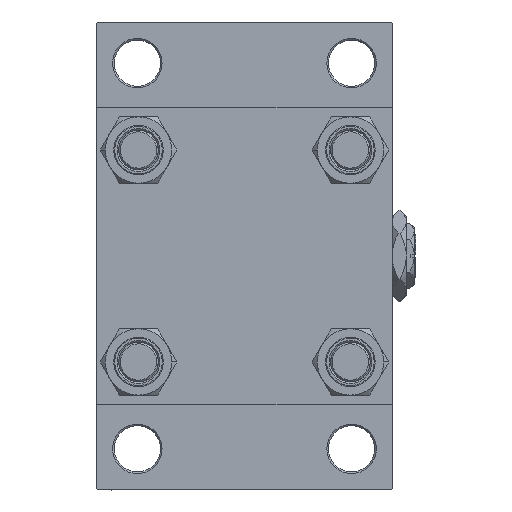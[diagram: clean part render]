
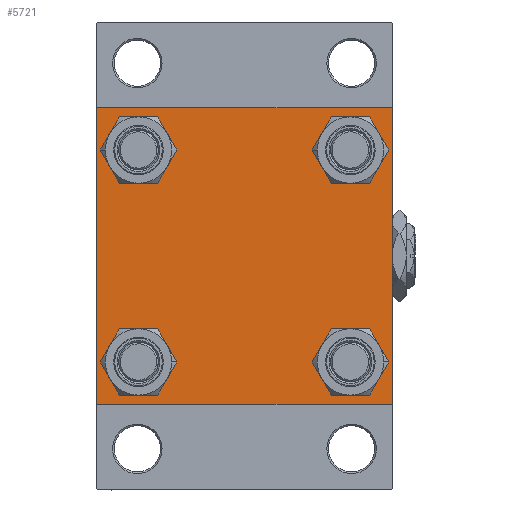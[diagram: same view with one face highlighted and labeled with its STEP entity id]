
A CAD part, left-side view. The second image highlights one B-rep face of the part: STEP entity #5721.
In plain terms, the highlighted planar face has unit normal (-1, 0, 0).
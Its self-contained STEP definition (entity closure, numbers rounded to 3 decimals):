
#273 = CARTESIAN_POINT ( 'NONE',  ( 0., 45., -44.5 ) ) ;
#279 = DIRECTION ( 'NONE',  ( 0., -0.707, 0.707 ) ) ;
#404 = EDGE_CURVE ( 'NONE', #9595, #32462, #42719, .T. ) ;
#2162 = AXIS2_PLACEMENT_3D ( 'NONE', #27452, #8788, #42925 ) ;
#2203 = DIRECTION ( 'NONE',  ( 0., 0., 1. ) ) ;
#2360 = AXIS2_PLACEMENT_3D ( 'NONE', #41707, #7563, #4333 ) ;
#2986 = VERTEX_POINT ( 'NONE', #41909 ) ;
#3031 = ORIENTED_EDGE ( 'NONE', *, *, #25938, .T. ) ;
#3521 = LINE ( 'NONE', #4013, #32465 ) ;
#3531 = LINE ( 'NONE', #18694, #4797 ) ;
#3647 = EDGE_CURVE ( 'NONE', #2986, #17773, #42749, .T. ) ;
#3901 = VECTOR ( 'NONE', #29717, 1000. ) ;
#4013 = CARTESIAN_POINT ( 'NONE',  ( 0., -44.75, -44.75 ) ) ;
#4066 = EDGE_CURVE ( 'NONE', #13853, #9703, #3521, .T. ) ;
#4333 = DIRECTION ( 'NONE',  ( 0., 0., 1. ) ) ;
#4797 = VECTOR ( 'NONE', #32910, 1000. ) ;
#4993 = VERTEX_POINT ( 'NONE', #41039 ) ;
#5182 = FACE_OUTER_BOUND ( 'NONE', #35308, .T. ) ;
#5400 = ORIENTED_EDGE ( 'NONE', *, *, #43775, .T. ) ;
#5454 = ORIENTED_EDGE ( 'NONE', *, *, #12385, .T. ) ;
#5646 = LINE ( 'NONE', #38760, #28334 ) ;
#5691 = FACE_BOUND ( 'NONE', #27976, .T. ) ;
#5721 = ADVANCED_FACE ( 'NONE', ( #24845, #5691, #28072, #43297, #5182 ), #20343, .T. ) ;
#5954 = EDGE_LOOP ( 'NONE', ( #3031, #26836 ) ) ;
#6850 = CARTESIAN_POINT ( 'NONE',  ( 0., 32.15, -38.65 ) ) ;
#7002 = ORIENTED_EDGE ( 'NONE', *, *, #28970, .T. ) ;
#7563 = DIRECTION ( 'NONE',  ( 1., 0., 0. ) ) ;
#8352 = EDGE_CURVE ( 'NONE', #20680, #25863, #17398, .T. ) ;
#8364 = CARTESIAN_POINT ( 'NONE',  ( 0., 45., 45. ) ) ;
#8689 = CIRCLE ( 'NONE', #31747, 6.5 ) ;
#8788 = DIRECTION ( 'NONE',  ( 1., 0., 0. ) ) ;
#8816 = VERTEX_POINT ( 'NONE', #45862 ) ;
#9160 = DIRECTION ( 'NONE',  ( -1., 0., 0. ) ) ;
#9268 = VECTOR ( 'NONE', #33587, 1000. ) ;
#9595 = VERTEX_POINT ( 'NONE', #6850 ) ;
#9703 = VERTEX_POINT ( 'NONE', #16502 ) ;
#9902 = CARTESIAN_POINT ( 'NONE',  ( 0., 32.15, 32.15 ) ) ;
#10205 = CARTESIAN_POINT ( 'NONE',  ( 0., -32.15, 25.65 ) ) ;
#10442 = CARTESIAN_POINT ( 'NONE',  ( 0., 45., -45. ) ) ;
#11147 = VECTOR ( 'NONE', #28694, 1000. ) ;
#12025 = DIRECTION ( 'NONE',  ( 0., -1., 0. ) ) ;
#12385 = EDGE_CURVE ( 'NONE', #29888, #8816, #48879, .T. ) ;
#12556 = AXIS2_PLACEMENT_3D ( 'NONE', #36306, #9160, #2203 ) ;
#12616 = CARTESIAN_POINT ( 'NONE',  ( 0., -45., 44.5 ) ) ;
#12950 = VERTEX_POINT ( 'NONE', #25345 ) ;
#13223 = ORIENTED_EDGE ( 'NONE', *, *, #45916, .T. ) ;
#13379 = DIRECTION ( 'NONE',  ( 0., 0., 1. ) ) ;
#13853 = VERTEX_POINT ( 'NONE', #14464 ) ;
#14265 = CIRCLE ( 'NONE', #45281, 6.5 ) ;
#14361 = DIRECTION ( 'NONE',  ( 1., 0., 0. ) ) ;
#14464 = CARTESIAN_POINT ( 'NONE',  ( 0., -44.5, -45. ) ) ;
#15476 = AXIS2_PLACEMENT_3D ( 'NONE', #24946, #47621, #28679 ) ;
#16342 = CARTESIAN_POINT ( 'NONE',  ( 0., -44.5, 45. ) ) ;
#16502 = CARTESIAN_POINT ( 'NONE',  ( 0., -45., -44.5 ) ) ;
#16728 = DIRECTION ( 'NONE',  ( 0., 0., 1. ) ) ;
#17241 = CARTESIAN_POINT ( 'NONE',  ( 0., 44.75, -44.75 ) ) ;
#17398 = CIRCLE ( 'NONE', #18186, 6.5 ) ;
#17773 = VERTEX_POINT ( 'NONE', #273 ) ;
#18186 = AXIS2_PLACEMENT_3D ( 'NONE', #9902, #25076, #13379 ) ;
#18694 = CARTESIAN_POINT ( 'NONE',  ( 0., -44.75, 44.75 ) ) ;
#19039 = CIRCLE ( 'NONE', #2360, 6.5 ) ;
#19919 = AXIS2_PLACEMENT_3D ( 'NONE', #19967, #20201, #16728 ) ;
#19967 = CARTESIAN_POINT ( 'NONE',  ( 0., 32.15, -32.15 ) ) ;
#20201 = DIRECTION ( 'NONE',  ( 1., 0., 0. ) ) ;
#20343 = PLANE ( 'NONE',  #12556 ) ;
#20680 = VERTEX_POINT ( 'NONE', #41761 ) ;
#21377 = ORIENTED_EDGE ( 'NONE', *, *, #37167, .F. ) ;
#22332 = CIRCLE ( 'NONE', #19919, 6.5 ) ;
#23225 = LINE ( 'NONE', #36333, #48295 ) ;
#23528 = VERTEX_POINT ( 'NONE', #27230 ) ;
#23766 = DIRECTION ( 'NONE',  ( 0., 0., 1. ) ) ;
#24845 = FACE_BOUND ( 'NONE', #47401, .T. ) ;
#24946 = CARTESIAN_POINT ( 'NONE',  ( 0., -32.15, 32.15 ) ) ;
#25076 = DIRECTION ( 'NONE',  ( 1., 0., 0. ) ) ;
#25345 = CARTESIAN_POINT ( 'NONE',  ( 0., 44.5, 45. ) ) ;
#25863 = VERTEX_POINT ( 'NONE', #44517 ) ;
#25938 = EDGE_CURVE ( 'NONE', #25863, #20680, #26942, .T. ) ;
#26589 = CARTESIAN_POINT ( 'NONE',  ( 0., -32.15, -25.65 ) ) ;
#26809 = DIRECTION ( 'NONE',  ( 0., 0., -1. ) ) ;
#26836 = ORIENTED_EDGE ( 'NONE', *, *, #8352, .T. ) ;
#26874 = ORIENTED_EDGE ( 'NONE', *, *, #3647, .T. ) ;
#26942 = CIRCLE ( 'NONE', #35694, 6.5 ) ;
#27230 = CARTESIAN_POINT ( 'NONE',  ( 0., -32.15, -38.65 ) ) ;
#27452 = CARTESIAN_POINT ( 'NONE',  ( 0., 32.15, -32.15 ) ) ;
#27750 = DIRECTION ( 'NONE',  ( 1., 0., 0. ) ) ;
#27786 = DIRECTION ( 'NONE',  ( 0., 0., -1. ) ) ;
#27948 = LINE ( 'NONE', #17241, #11147 ) ;
#27976 = EDGE_LOOP ( 'NONE', ( #37399, #42355 ) ) ;
#28072 = FACE_BOUND ( 'NONE', #35423, .T. ) ;
#28334 = VECTOR ( 'NONE', #27786, 1000. ) ;
#28679 = DIRECTION ( 'NONE',  ( 0., 0., 1. ) ) ;
#28694 = DIRECTION ( 'NONE',  ( 0., -0.707, -0.707 ) ) ;
#28970 = EDGE_CURVE ( 'NONE', #12950, #2986, #49164, .T. ) ;
#29039 = CARTESIAN_POINT ( 'NONE',  ( 0., 32.15, 32.15 ) ) ;
#29348 = LINE ( 'NONE', #10442, #9268 ) ;
#29460 = ORIENTED_EDGE ( 'NONE', *, *, #37813, .F. ) ;
#29531 = ORIENTED_EDGE ( 'NONE', *, *, #46478, .T. ) ;
#29717 = DIRECTION ( 'NONE',  ( 0., 0.707, -0.707 ) ) ;
#29888 = VERTEX_POINT ( 'NONE', #10205 ) ;
#30114 = EDGE_CURVE ( 'NONE', #23528, #45240, #14265, .T. ) ;
#31239 = CARTESIAN_POINT ( 'NONE',  ( 0., -32.15, 32.15 ) ) ;
#31747 = AXIS2_PLACEMENT_3D ( 'NONE', #31239, #27750, #23766 ) ;
#32462 = VERTEX_POINT ( 'NONE', #42438 ) ;
#32465 = VECTOR ( 'NONE', #279, 1000. ) ;
#32910 = DIRECTION ( 'NONE',  ( 0., 0.707, 0.707 ) ) ;
#33587 = DIRECTION ( 'NONE',  ( 0., -1., 0. ) ) ;
#35308 = EDGE_LOOP ( 'NONE', ( #26874, #5400, #47502, #45770, #21377, #46804, #29460, #7002 ) ) ;
#35423 = EDGE_LOOP ( 'NONE', ( #13223, #40337 ) ) ;
#35694 = AXIS2_PLACEMENT_3D ( 'NONE', #29039, #14361, #36529 ) ;
#36306 = CARTESIAN_POINT ( 'NONE',  ( 0., 0., 0. ) ) ;
#36333 = CARTESIAN_POINT ( 'NONE',  ( 0., 45., 45. ) ) ;
#36529 = DIRECTION ( 'NONE',  ( 0., 0., 1. ) ) ;
#36863 = EDGE_CURVE ( 'NONE', #4993, #13853, #29348, .T. ) ;
#37027 = DIRECTION ( 'NONE',  ( 1., 0., 0. ) ) ;
#37167 = EDGE_CURVE ( 'NONE', #44326, #9703, #5646, .T. ) ;
#37399 = ORIENTED_EDGE ( 'NONE', *, *, #46621, .T. ) ;
#37813 = EDGE_CURVE ( 'NONE', #12950, #45308, #23225, .T. ) ;
#38192 = CARTESIAN_POINT ( 'NONE',  ( 0., 44.75, 44.75 ) ) ;
#38760 = CARTESIAN_POINT ( 'NONE',  ( 0., -45., 45. ) ) ;
#40337 = ORIENTED_EDGE ( 'NONE', *, *, #404, .T. ) ;
#41039 = CARTESIAN_POINT ( 'NONE',  ( 0., 44.5, -45. ) ) ;
#41707 = CARTESIAN_POINT ( 'NONE',  ( 0., -32.15, -32.15 ) ) ;
#41761 = CARTESIAN_POINT ( 'NONE',  ( 0., 32.15, 25.65 ) ) ;
#41909 = CARTESIAN_POINT ( 'NONE',  ( 0., 45., 44.5 ) ) ;
#42355 = ORIENTED_EDGE ( 'NONE', *, *, #30114, .T. ) ;
#42438 = CARTESIAN_POINT ( 'NONE',  ( 0., 32.15, -25.65 ) ) ;
#42719 = CIRCLE ( 'NONE', #2162, 6.5 ) ;
#42749 = LINE ( 'NONE', #8364, #47577 ) ;
#42925 = DIRECTION ( 'NONE',  ( 0., 0., 1. ) ) ;
#43297 = FACE_BOUND ( 'NONE', #5954, .T. ) ;
#43772 = CARTESIAN_POINT ( 'NONE',  ( 0., -32.15, -32.15 ) ) ;
#43775 = EDGE_CURVE ( 'NONE', #17773, #4993, #27948, .T. ) ;
#44269 = DIRECTION ( 'NONE',  ( 0., 0., 1. ) ) ;
#44326 = VERTEX_POINT ( 'NONE', #12616 ) ;
#44517 = CARTESIAN_POINT ( 'NONE',  ( 0., 32.15, 38.65 ) ) ;
#45240 = VERTEX_POINT ( 'NONE', #26589 ) ;
#45281 = AXIS2_PLACEMENT_3D ( 'NONE', #43772, #37027, #44269 ) ;
#45308 = VERTEX_POINT ( 'NONE', #16342 ) ;
#45770 = ORIENTED_EDGE ( 'NONE', *, *, #4066, .T. ) ;
#45862 = CARTESIAN_POINT ( 'NONE',  ( 0., -32.15, 38.65 ) ) ;
#45916 = EDGE_CURVE ( 'NONE', #32462, #9595, #22332, .T. ) ;
#46478 = EDGE_CURVE ( 'NONE', #8816, #29888, #8689, .T. ) ;
#46621 = EDGE_CURVE ( 'NONE', #45240, #23528, #19039, .T. ) ;
#46804 = ORIENTED_EDGE ( 'NONE', *, *, #48436, .T. ) ;
#47401 = EDGE_LOOP ( 'NONE', ( #29531, #5454 ) ) ;
#47502 = ORIENTED_EDGE ( 'NONE', *, *, #36863, .T. ) ;
#47577 = VECTOR ( 'NONE', #26809, 1000. ) ;
#47621 = DIRECTION ( 'NONE',  ( 1., 0., 0. ) ) ;
#48295 = VECTOR ( 'NONE', #12025, 1000. ) ;
#48436 = EDGE_CURVE ( 'NONE', #44326, #45308, #3531, .T. ) ;
#48879 = CIRCLE ( 'NONE', #15476, 6.5 ) ;
#49164 = LINE ( 'NONE', #38192, #3901 ) ;
